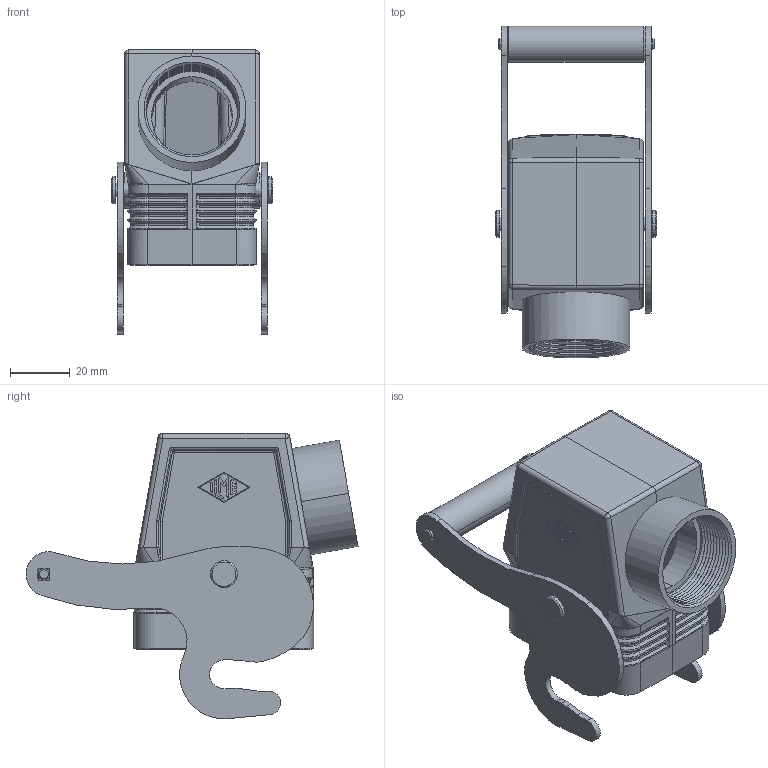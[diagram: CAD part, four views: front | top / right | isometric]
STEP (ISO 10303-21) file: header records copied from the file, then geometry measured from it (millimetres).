
FILE_DESCRIPTION(('Creo Elements/Direct Modeling STEP Export'),'2;1');
FILE_NAME('37jbk2e5phmsjo12672','2023-03-03T13:50:30',(''),(''),'Creo Elements/Direct Modeling STEP processor for AP214 (Solid Model)','Creo Elements/Direct Modeling 20.1B 02-Apr-2019 (C) Parametric Technology GmbH','');
FILE_SCHEMA(('AUTOMOTIVE_DESIGN { 1 0 10303 214 1 1 1 1 }'));
Products named in the file (1): MAO 06 YX32
Bounding box: 53.74 x 110.7 x 95.13 mm (x, y, z)
Volume: 80376.5 mm3; surface area: 47002.2 mm2
Topology: 1 solids, 1 shells, 2109 faces, 5727 edges, 3673 vertices
Faces by surface type: plane 1589, cylinder 252, bspline 192, cone 62, sphere 14
Entity records: 102320 total; most frequent: CARTESIAN_POINT 34858, ORIENTED_EDGE 11398, DIRECTION 9105, EDGE_CURVE 5699, VECTOR 4679, LINE 4679, VERTEX_POINT 3673, AXIS2_PLACEMENT_3D 2213
